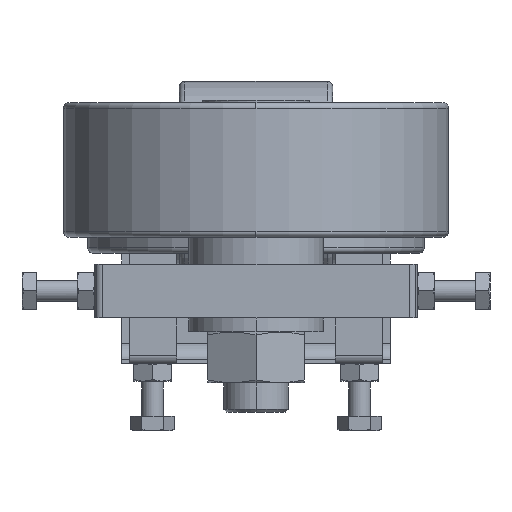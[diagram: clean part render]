
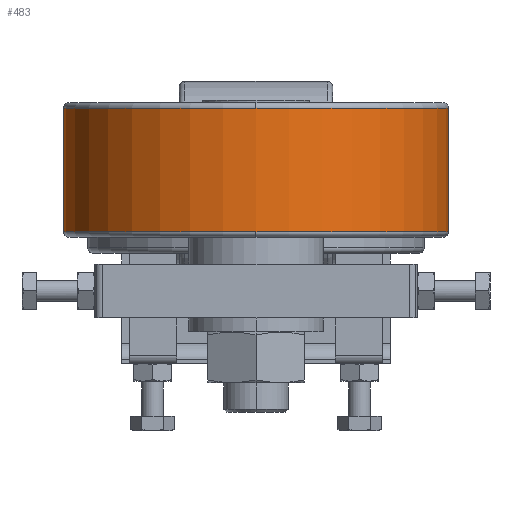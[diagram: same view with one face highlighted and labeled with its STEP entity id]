
A CAD part, left-side view. The second image highlights one B-rep face of the part: STEP entity #483.
In plain terms, the highlighted cylindrical face has radius 71.6 mm (diameter 143.2 mm), a partial arc.
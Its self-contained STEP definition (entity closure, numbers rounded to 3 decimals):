
#483=ADVANCED_FACE('',(#1329),#1330,.T.);
#1329=FACE_OUTER_BOUND('',#2622,.T.);
#1330=CYLINDRICAL_SURFACE('',#2623,71.6);
#2622=EDGE_LOOP('',(#3902,#3903,#3904,#3905,#3906,#3907));
#2623=AXIS2_PLACEMENT_3D('',#3908,#3909,#3910);
#3902=ORIENTED_EDGE('',*,*,#7395,.F.);
#3903=ORIENTED_EDGE('',*,*,#7396,.T.);
#3904=ORIENTED_EDGE('',*,*,#7397,.T.);
#3905=ORIENTED_EDGE('',*,*,#7398,.F.);
#3906=ORIENTED_EDGE('',*,*,#7399,.F.);
#3907=ORIENTED_EDGE('',*,*,#7400,.F.);
#3908=CARTESIAN_POINT('',(65.0,60.0,55.0));
#3909=DIRECTION('',(0.,0.0,-1.0));
#3910=DIRECTION('',(0.0,1.0,0.0));
#7395=EDGE_CURVE('',#8769,#8770,#8771,.T.);
#7396=EDGE_CURVE('',#8769,#8772,#8773,.T.);
#7397=EDGE_CURVE('',#8772,#8774,#8775,.T.);
#7398=EDGE_CURVE('',#8776,#8774,#8777,.T.);
#7399=EDGE_CURVE('',#8778,#8776,#8779,.T.);
#7400=EDGE_CURVE('',#8770,#8778,#8780,.T.);
#8769=VERTEX_POINT('',#10775);
#8770=VERTEX_POINT('',#10776);
#8771=LINE('',#10777,#10778);
#8772=VERTEX_POINT('',#10779);
#8773=CIRCLE('',#10780,71.6);
#8774=VERTEX_POINT('',#10781);
#8775=CIRCLE('',#10782,71.6);
#8776=VERTEX_POINT('',#10783);
#8777=LINE('',#10784,#10785);
#8778=VERTEX_POINT('',#10786);
#8779=CIRCLE('',#10787,71.6);
#8780=CIRCLE('',#10788,71.6);
#10775=CARTESIAN_POINT('',(65.0,131.6,32.0));
#10776=CARTESIAN_POINT('',(65.0,131.6,78.0));
#10777=CARTESIAN_POINT('',(65.0,131.6,55.0));
#10778=VECTOR('',#14953,1.0);
#10779=CARTESIAN_POINT('',(-6.6,60.0,32.0));
#10780=AXIS2_PLACEMENT_3D('',#14954,#14955,#14956);
#10781=CARTESIAN_POINT('',(65.0,-11.6,32.0));
#10782=AXIS2_PLACEMENT_3D('',#14957,#14958,#14959);
#10783=CARTESIAN_POINT('',(65.0,-11.6,78.0));
#10784=CARTESIAN_POINT('',(65.0,-11.6,55.0));
#10785=VECTOR('',#14960,1.0);
#10786=CARTESIAN_POINT('',(-6.6,60.0,78.0));
#10787=AXIS2_PLACEMENT_3D('',#14961,#14962,#14963);
#10788=AXIS2_PLACEMENT_3D('',#14964,#14965,#14966);
#14953=DIRECTION('',(0.,-0.0,1.0));
#14954=CARTESIAN_POINT('',(65.0,60.0,32.0));
#14955=DIRECTION('',(0.,-0.0,1.0));
#14956=DIRECTION('',(0.0,1.0,0.0));
#14957=CARTESIAN_POINT('',(65.0,60.0,32.0));
#14958=DIRECTION('',(0.,-0.0,1.0));
#14959=DIRECTION('',(0.0,1.0,0.0));
#14960=DIRECTION('',(0.,0.0,-1.0));
#14961=CARTESIAN_POINT('',(65.0,60.0,78.0));
#14962=DIRECTION('',(0.,-0.0,1.0));
#14963=DIRECTION('',(0.0,1.0,0.0));
#14964=CARTESIAN_POINT('',(65.0,60.0,78.0));
#14965=DIRECTION('',(0.,-0.0,1.0));
#14966=DIRECTION('',(0.0,1.0,0.0));
